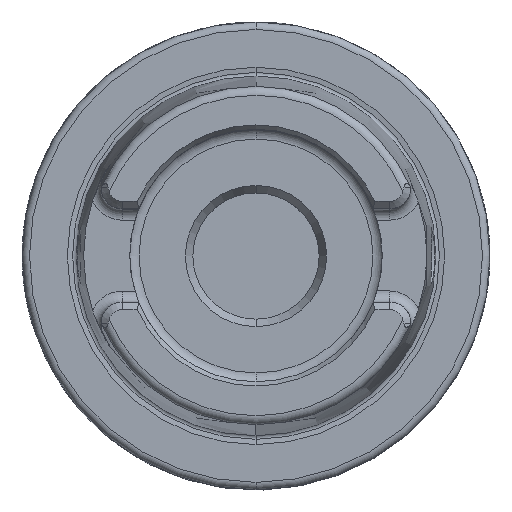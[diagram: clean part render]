
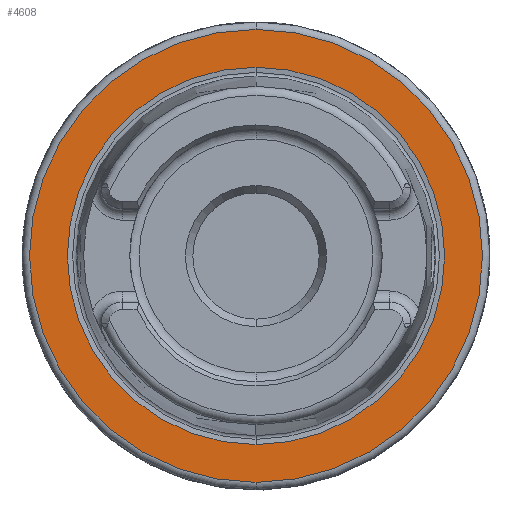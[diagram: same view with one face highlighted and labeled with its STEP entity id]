
A CAD part, top view. The second image highlights one B-rep face of the part: STEP entity #4608.
In plain terms, the highlighted planar face has unit normal (0, 0, 1).
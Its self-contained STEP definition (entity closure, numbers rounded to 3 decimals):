
#1264=CARTESIAN_POINT('',(0,0,26));
#1265=DIRECTION('',(0,0,-1));
#1266=DIRECTION('',(0,1,0));
#1267=AXIS2_PLACEMENT_3D('',#1264,#1265,#1266);
#1277=CARTESIAN_POINT('',(0,0,26));
#1278=DIRECTION('',(0,0,1));
#1279=DIRECTION('',(0,1,0));
#1280=AXIS2_PLACEMENT_3D('',#1277,#1278,#1279);
#1282=CARTESIAN_POINT('',(0,0,26));
#1283=DIRECTION('',(0,0,1));
#1284=DIRECTION('',(0,1,0));
#1285=AXIS2_PLACEMENT_3D('',#1282,#1283,#1284);
#1287=CARTESIAN_POINT('',(0,0,26));
#1288=DIRECTION('',(0,0,1));
#1289=DIRECTION('',(0,-1,0));
#1290=AXIS2_PLACEMENT_3D('',#1287,#1288,#1289);
#2823=CARTESIAN_POINT('',(0,25.409,26));
#2825=VERTEX_POINT('',#2823);
#2859=CARTESIAN_POINT('',(0,-25.409,26));
#2861=VERTEX_POINT('',#2859);
#2925=CARTESIAN_POINT('',(0,30.5,26));
#2926=CARTESIAN_POINT('',(0,-30.5,26));
#2927=VERTEX_POINT('',#2925);
#2928=VERTEX_POINT('',#2926);
#4593=CARTESIAN_POINT('',(0,0,26));
#4594=DIRECTION('',(0,0,-1));
#4595=DIRECTION('',(0,-1,0));
#4596=AXIS2_PLACEMENT_3D('',#4593,#4594,#4595);
#4597=PLANE('',#4596);
#4599=ORIENTED_EDGE('',*,*,#4598,.F.);
#4601=ORIENTED_EDGE('',*,*,#4600,.F.);
#4602=EDGE_LOOP('',(#4599,#4601));
#4603=FACE_OUTER_BOUND('',#4602,.F.);
#4604=ORIENTED_EDGE('',*,*,#4588,.T.);
#4605=ORIENTED_EDGE('',*,*,#4572,.F.);
#4606=EDGE_LOOP('',(#4604,#4605));
#4607=FACE_BOUND('',#4606,.F.);
#4608=ADVANCED_FACE('',(#4603,#4607),#4597,.F.);
#1268=CIRCLE('',#1267,25.409);
#1281=CIRCLE('',#1280,25.409);
#1286=CIRCLE('',#1285,30.5);
#1291=CIRCLE('',#1290,30.5);
#4572=EDGE_CURVE('',#2825,#2861,#1268,.T.);
#4588=EDGE_CURVE('',#2825,#2861,#1281,.T.);
#4598=EDGE_CURVE('',#2927,#2928,#1286,.T.);
#4600=EDGE_CURVE('',#2928,#2927,#1291,.T.);
